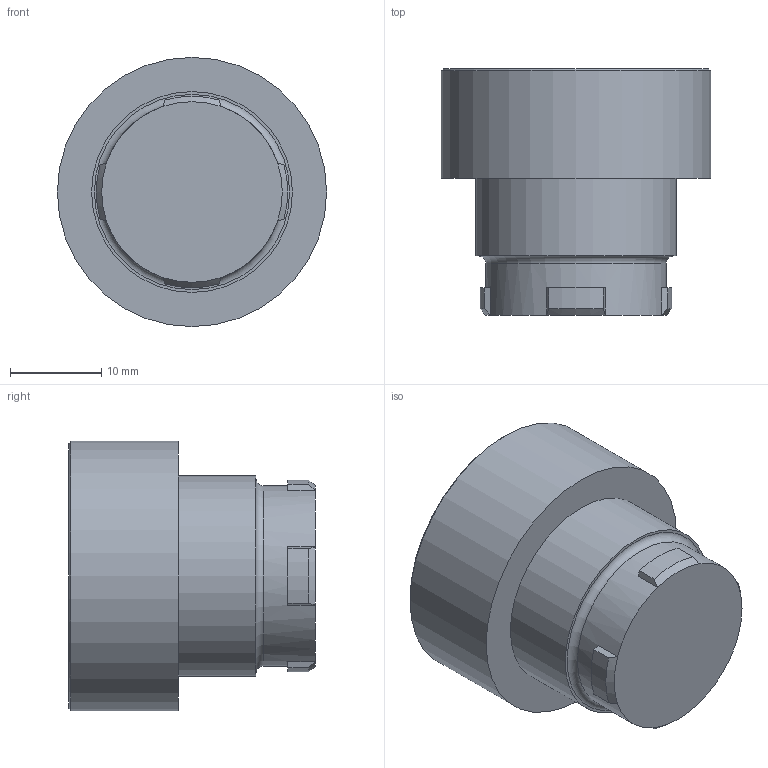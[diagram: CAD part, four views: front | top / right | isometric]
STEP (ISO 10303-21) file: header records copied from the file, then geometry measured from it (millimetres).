
FILE_DESCRIPTION(/* description */ ('STEP AP203'),/* implementation_level */ '2;1');
FILE_NAME(/* name */ 'ECX 1100',/* time_stamp */ '2025-06-10T15:16:30+02:00',/* author */ ('License CC BY-ND 4.0'),/* organization */ ('CADENAS'),/* preprocessor_version */ 'ST-DEVELOPER v19.3',/* originating_system */ 'PARTsolutions',/* authorisation */ ' ');
FILE_SCHEMA (('CONFIG_CONTROL_DESIGN'));
Length unit declared in the file: millimetre
Products named in the file (2): ECX 1100; ECX 1100(button)
Assembly tree (1 placements, depth 2):
  ECX 1100
    ECX 1100(button)
Bounding box: 29.5 x 27 x 29.5 mm (x, y, z)
Volume: 13412.2 mm3; surface area: 3548.1 mm2
Topology: 1 solids, 1 shells, 35 faces, 77 edges, 48 vertices
Faces by surface type: plane 18, cylinder 9, cone 7, torus 1
Full cylindrical faces by diameter (mm): 19.8 x1, 22 x1, 26 x1, 26.4 x1, 29.5 x1
Entity records: 1192 total; most frequent: CARTESIAN_POINT 172, DIRECTION 164, ORIENTED_EDGE 130, AXIS2_PLACEMENT_3D 70, EDGE_CURVE 65, FACE_BOUND 49, EDGE_LOOP 48, VERTEX_POINT 46
